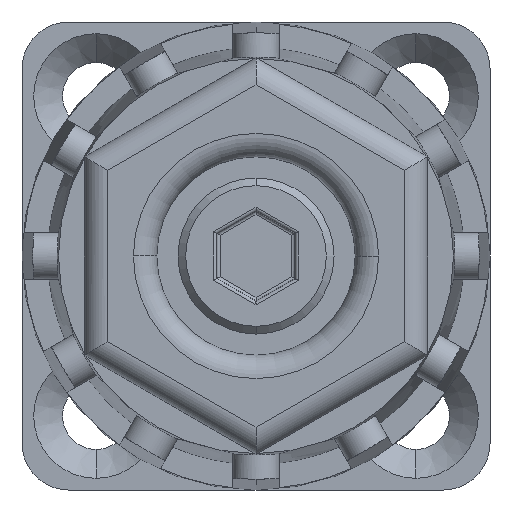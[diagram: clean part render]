
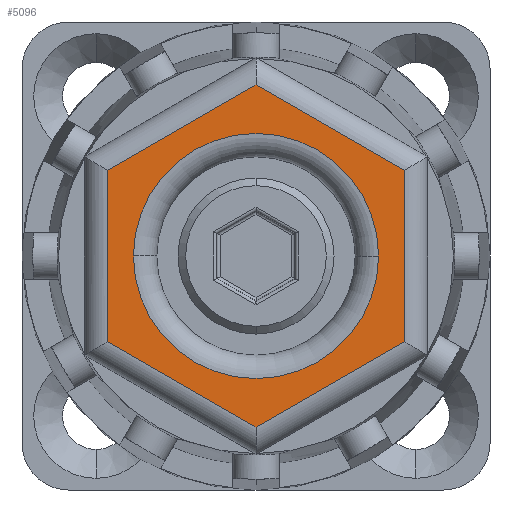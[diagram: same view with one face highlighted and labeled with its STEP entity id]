
A CAD part, front view. The second image highlights one B-rep face of the part: STEP entity #5096.
In plain terms, the highlighted planar face has unit normal (0, -1, 0).
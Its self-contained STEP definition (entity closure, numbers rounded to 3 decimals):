
#40 = AXIS2_PLACEMENT_3D ( 'NONE', #3053, #5025, #4541 ) ;
#44 = VECTOR ( 'NONE', #3016, 1000. ) ;
#178 = EDGE_CURVE ( 'NONE', #1558, #5176, #3193, .T. ) ;
#201 = CARTESIAN_POINT ( 'NONE',  ( 9.5, -10., 5.485 ) ) ;
#203 = CARTESIAN_POINT ( 'NONE',  ( 0., -10., 10.97 ) ) ;
#281 = CARTESIAN_POINT ( 'NONE',  ( -7.855, -10., 0. ) ) ;
#367 = CARTESIAN_POINT ( 'NONE',  ( -9.5, -10., 5.485 ) ) ;
#484 = EDGE_CURVE ( 'NONE', #1157, #3907, #3466, .T. ) ;
#491 = CARTESIAN_POINT ( 'NONE',  ( 0.75, -10., -11.403 ) ) ;
#494 = VECTOR ( 'NONE', #5845, 1000. ) ;
#775 = FACE_BOUND ( 'NONE', #3090, .T. ) ;
#939 = VECTOR ( 'NONE', #4871, 1000. ) ;
#1016 = VERTEX_POINT ( 'NONE', #6016 ) ;
#1090 = CARTESIAN_POINT ( 'NONE',  ( -0.75, -10., 11.403 ) ) ;
#1119 = ORIENTED_EDGE ( 'NONE', *, *, #3180, .F. ) ;
#1157 = VERTEX_POINT ( 'NONE', #281 ) ;
#1187 = ORIENTED_EDGE ( 'NONE', *, *, #3059, .T. ) ;
#1275 = EDGE_CURVE ( 'NONE', #5176, #3263, #2796, .T. ) ;
#1287 = DIRECTION ( 'NONE',  ( 0., 1., 0. ) ) ;
#1442 = VECTOR ( 'NONE', #5982, 1000. ) ;
#1558 = VERTEX_POINT ( 'NONE', #203 ) ;
#1582 = DIRECTION ( 'NONE',  ( -0.866, 0., 0.5 ) ) ;
#1700 = CARTESIAN_POINT ( 'NONE',  ( -10.25, -10., 5.052 ) ) ;
#1718 = DIRECTION ( 'NONE',  ( 0., -1., 0. ) ) ;
#1782 = PLANE ( 'NONE',  #4667 ) ;
#1851 = CIRCLE ( 'NONE', #4656, 7.855 ) ;
#1972 = VECTOR ( 'NONE', #1582, 1000. ) ;
#2196 = EDGE_CURVE ( 'NONE', #5890, #5410, #4943, .T. ) ;
#2275 = VECTOR ( 'NONE', #5661, 1000. ) ;
#2350 = LINE ( 'NONE', #491, #939 ) ;
#2796 = LINE ( 'NONE', #3903, #494 ) ;
#2840 = CARTESIAN_POINT ( 'NONE',  ( 7.855, -10., 0. ) ) ;
#2946 = EDGE_LOOP ( 'NONE', ( #5756, #5853, #4041, #1187, #5335, #5957 ) ) ;
#3016 = DIRECTION ( 'NONE',  ( 0.866, 0., 0.5 ) ) ;
#3053 = CARTESIAN_POINT ( 'NONE',  ( 0., -10., 0. ) ) ;
#3059 = EDGE_CURVE ( 'NONE', #1016, #5890, #3441, .T. ) ;
#3090 = EDGE_LOOP ( 'NONE', ( #1119, #3191 ) ) ;
#3180 = EDGE_CURVE ( 'NONE', #3907, #1157, #1851, .T. ) ;
#3191 = ORIENTED_EDGE ( 'NONE', *, *, #484, .F. ) ;
#3193 = LINE ( 'NONE', #1700, #2275 ) ;
#3263 = VERTEX_POINT ( 'NONE', #4246 ) ;
#3441 = LINE ( 'NONE', #4534, #44 ) ;
#3466 = CIRCLE ( 'NONE', #40, 7.855 ) ;
#3762 = CARTESIAN_POINT ( 'NONE',  ( 0., -10., 0. ) ) ;
#3903 = CARTESIAN_POINT ( 'NONE',  ( -9.5, -10., -6.351 ) ) ;
#3907 = VERTEX_POINT ( 'NONE', #2840 ) ;
#4041 = ORIENTED_EDGE ( 'NONE', *, *, #6198, .T. ) ;
#4245 = DIRECTION ( 'NONE',  ( 0., 0., 1. ) ) ;
#4246 = CARTESIAN_POINT ( 'NONE',  ( -9.5, -10., -5.485 ) ) ;
#4403 = CARTESIAN_POINT ( 'NONE',  ( 9.5, -10., -5.485 ) ) ;
#4534 = CARTESIAN_POINT ( 'NONE',  ( 10.25, -10., -5.052 ) ) ;
#4541 = DIRECTION ( 'NONE',  ( 1., 0., 0. ) ) ;
#4656 = AXIS2_PLACEMENT_3D ( 'NONE', #6195, #1718, #4729 ) ;
#4667 = AXIS2_PLACEMENT_3D ( 'NONE', #3762, #1287, #4245 ) ;
#4729 = DIRECTION ( 'NONE',  ( 1., 0., 0. ) ) ;
#4871 = DIRECTION ( 'NONE',  ( 0.866, 0., -0.5 ) ) ;
#4943 = LINE ( 'NONE', #4981, #1442 ) ;
#4954 = EDGE_CURVE ( 'NONE', #5410, #1558, #6030, .T. ) ;
#4981 = CARTESIAN_POINT ( 'NONE',  ( 9.5, -10., 6.351 ) ) ;
#5025 = DIRECTION ( 'NONE',  ( 0., -1., 0. ) ) ;
#5096 = ADVANCED_FACE ( 'NONE', ( #775, #6228 ), #1782, .F. ) ;
#5176 = VERTEX_POINT ( 'NONE', #367 ) ;
#5335 = ORIENTED_EDGE ( 'NONE', *, *, #2196, .T. ) ;
#5410 = VERTEX_POINT ( 'NONE', #201 ) ;
#5661 = DIRECTION ( 'NONE',  ( -0.866, 0., -0.5 ) ) ;
#5756 = ORIENTED_EDGE ( 'NONE', *, *, #178, .T. ) ;
#5845 = DIRECTION ( 'NONE',  ( 0., 0., -1. ) ) ;
#5853 = ORIENTED_EDGE ( 'NONE', *, *, #1275, .T. ) ;
#5890 = VERTEX_POINT ( 'NONE', #4403 ) ;
#5957 = ORIENTED_EDGE ( 'NONE', *, *, #4954, .T. ) ;
#5982 = DIRECTION ( 'NONE',  ( 0., 0., 1. ) ) ;
#6016 = CARTESIAN_POINT ( 'NONE',  ( 0., -10., -10.97 ) ) ;
#6030 = LINE ( 'NONE', #1090, #1972 ) ;
#6195 = CARTESIAN_POINT ( 'NONE',  ( 0., -10., 0. ) ) ;
#6198 = EDGE_CURVE ( 'NONE', #3263, #1016, #2350, .T. ) ;
#6228 = FACE_OUTER_BOUND ( 'NONE', #2946, .T. ) ;
